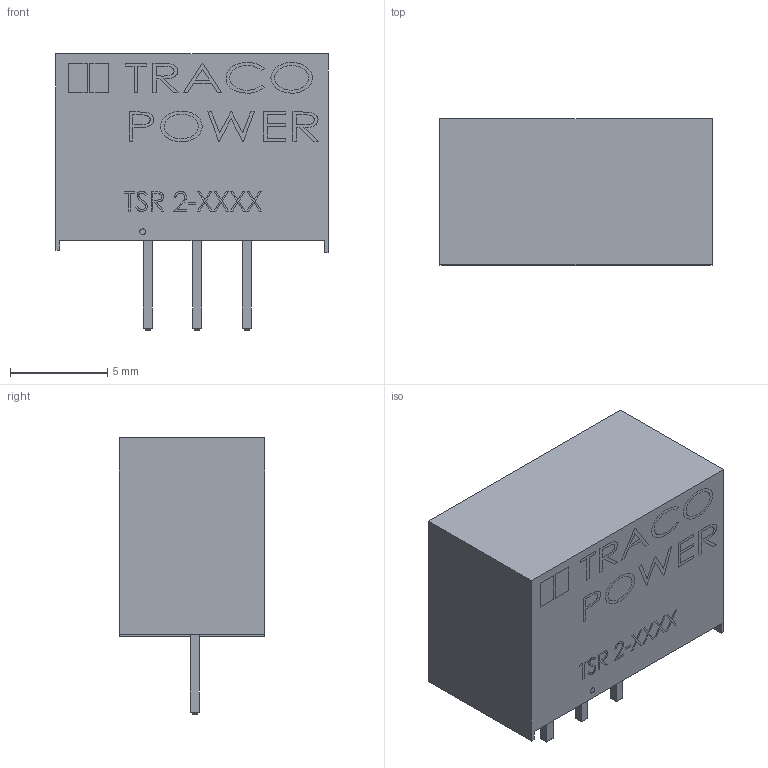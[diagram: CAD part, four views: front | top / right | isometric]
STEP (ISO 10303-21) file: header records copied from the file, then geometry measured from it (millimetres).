
FILE_DESCRIPTION(('FreeCAD Model'),'2;1');
FILE_NAME('User Library-TSR-2.step', '2021-02-11T14:47:47',('kicad StepUp'),('ksu MCAD'), 'Open CASCADE STEP processor 7.3','FreeCAD','Unknown');
FILE_SCHEMA(('AUTOMOTIVE_DESIGN { 1 0 10303 214 1 1 1 1 }'));
Length unit declared in the file: millimetre
Products named in the file (1): User_Library-TSR-2
Bounding box: 14 x 7.5 x 14.2 mm (x, y, z)
Volume: 1012.6 mm3; surface area: 665.1 mm2
Topology: 1 solids, 1 shells, 298 faces, 780 edges, 516 vertices
Faces by surface type: plane 229, bspline 67, cylinder 2
Entity records: 15474 total; most frequent: CARTESIAN_POINT 6486, ORIENTED_EDGE 1560, DIRECTION 1114, EDGE_CURVE 780, LINE 642, VECTOR 642, VERTEX_POINT 516, FACE_BOUND 330
